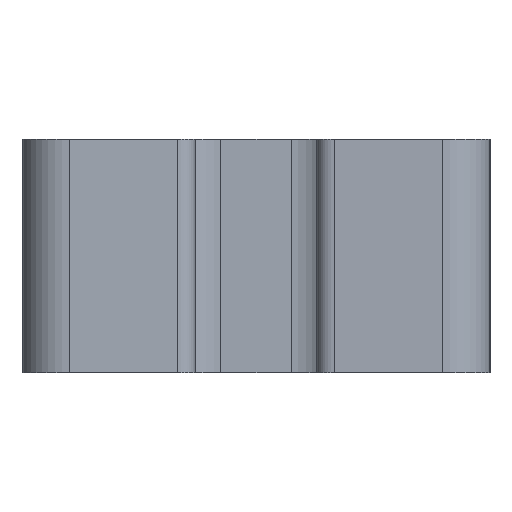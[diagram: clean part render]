
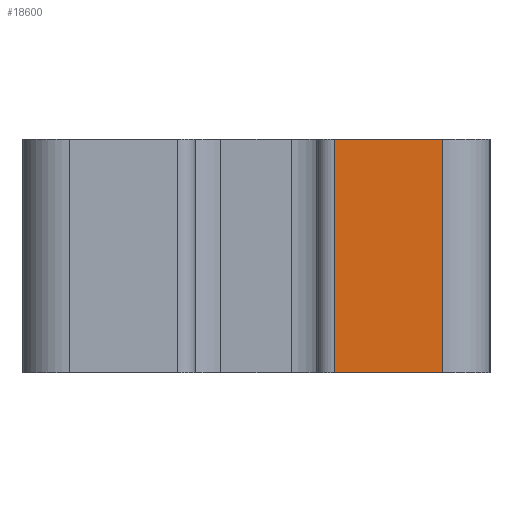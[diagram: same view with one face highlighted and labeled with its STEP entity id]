
A CAD part, left-side view. The second image highlights one B-rep face of the part: STEP entity #18600.
In plain terms, the highlighted planar face has unit normal (-1, 0.018, 0).
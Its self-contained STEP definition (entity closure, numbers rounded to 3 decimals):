
#13432=CARTESIAN_POINT('',(-120.,-7.91,-5.0));
#13433=VERTEX_POINT('',#13432);
#13441=CARTESIAN_POINT('',(-119.919,-3.281,-5.0));
#13442=VERTEX_POINT('',#13441);
#13443=CARTESIAN_POINT('',(-119.919,-3.281,-5.0));
#13444=DIRECTION('',(-0.017,-1.,0.0));
#13445=VECTOR('',#13444,4.629);
#13446=LINE('',#13443,#13445);
#13447=EDGE_CURVE('',#13442,#13433,#13446,.T.);
#18557=CARTESIAN_POINT('',(-120.,-7.91,5.0));
#18558=VERTEX_POINT('',#18557);
#18566=CARTESIAN_POINT('',(-120.,-7.91,-5.0));
#18567=DIRECTION('',(0.0,0.0,1.0));
#18568=VECTOR('',#18567,10.0);
#18569=LINE('',#18566,#18568);
#18570=EDGE_CURVE('',#13433,#18558,#18569,.T.);
#18577=CARTESIAN_POINT('',(-120.,-7.91,0.0));
#18578=DIRECTION('',(-1.,0.017,0.0));
#18579=DIRECTION('',(0.0,0.0,1.0));
#18580=AXIS2_PLACEMENT_3D('',#18577,#18578,#18579);
#18581=PLANE('',#18580);
#18582=CARTESIAN_POINT('',(-119.919,-3.281,5.0));
#18583=VERTEX_POINT('',#18582);
#18584=CARTESIAN_POINT('',(-120.,-7.91,5.0));
#18585=DIRECTION('',(0.017,1.,0.0));
#18586=VECTOR('',#18585,4.629);
#18587=LINE('',#18584,#18586);
#18588=EDGE_CURVE('',#18558,#18583,#18587,.T.);
#18589=ORIENTED_EDGE('',*,*,#18588,.T.);
#18590=CARTESIAN_POINT('',(-119.919,-3.281,-5.0));
#18591=DIRECTION('',(0.0,0.0,1.0));
#18592=VECTOR('',#18591,10.0);
#18593=LINE('',#18590,#18592);
#18594=EDGE_CURVE('',#13442,#18583,#18593,.T.);
#18595=ORIENTED_EDGE('',*,*,#18594,.F.);
#18596=ORIENTED_EDGE('',*,*,#13447,.T.);
#18597=ORIENTED_EDGE('',*,*,#18570,.T.);
#18598=EDGE_LOOP('',(#18589,#18595,#18596,#18597));
#18599=FACE_OUTER_BOUND('',#18598,.T.);
#18600=ADVANCED_FACE('',(#18599),#18581,.T.);
